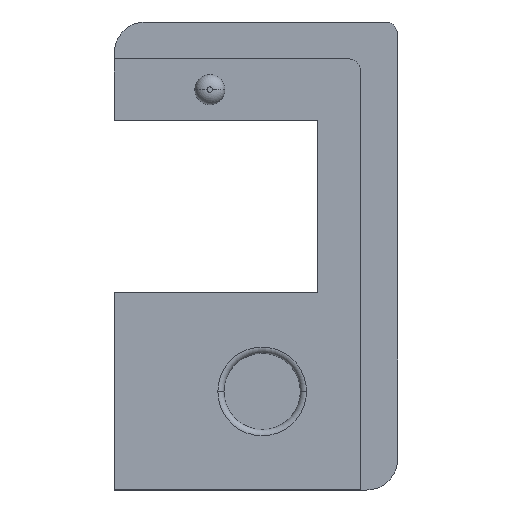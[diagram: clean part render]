
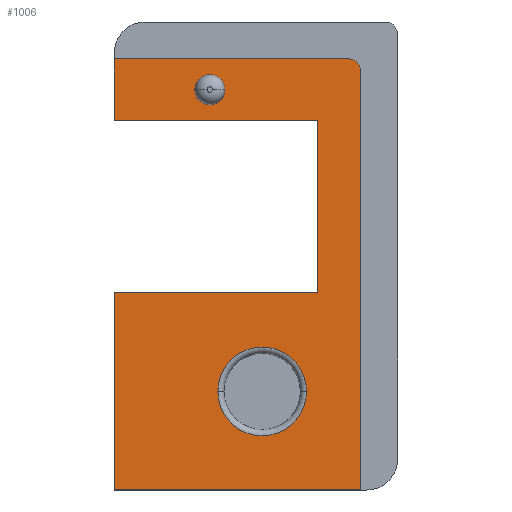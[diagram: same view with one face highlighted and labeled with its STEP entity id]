
A CAD part, top view. The second image highlights one B-rep face of the part: STEP entity #1006.
In plain terms, the highlighted planar face has unit normal (0, 0, 1).
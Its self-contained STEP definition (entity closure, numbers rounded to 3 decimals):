
#1 = VERTEX_POINT ( 'NONE', #488 ) ;
#5 = CARTESIAN_POINT ( 'NONE',  ( -14.899, 13.384, 11.4 ) ) ;
#18 = LINE ( 'NONE', #872, #292 ) ;
#29 = DIRECTION ( 'NONE',  ( -1., 0., 0. ) ) ;
#38 = EDGE_CURVE ( 'NONE', #1277, #1291, #155, .T. ) ;
#39 = CARTESIAN_POINT ( 'NONE',  ( -7.149, 10.884, 11.4 ) ) ;
#43 = AXIS2_PLACEMENT_3D ( 'NONE', #39, #1334, #1222 ) ;
#55 = ORIENTED_EDGE ( 'NONE', *, *, #469, .T. ) ;
#59 = CARTESIAN_POINT ( 'NONE',  ( -14.899, 8.384, 11.4 ) ) ;
#62 = VERTEX_POINT ( 'NONE', #1196 ) ;
#65 = VECTOR ( 'NONE', #1076, 1000. ) ;
#66 = DIRECTION ( 'NONE',  ( 0., -1., 0. ) ) ;
#70 = CARTESIAN_POINT ( 'NONE',  ( -14.899, -5.616, 11.4 ) ) ;
#74 = EDGE_LOOP ( 'NONE', ( #713, #135 ) ) ;
#81 = CARTESIAN_POINT ( 'NONE',  ( 5.101, -21.616, 11.4 ) ) ;
#85 = CIRCLE ( 'NONE', #574, 3.6 ) ;
#113 = PLANE ( 'NONE',  #494 ) ;
#135 = ORIENTED_EDGE ( 'NONE', *, *, #1141, .F. ) ;
#139 = DIRECTION ( 'NONE',  ( 1., 0., 0. ) ) ;
#141 = ORIENTED_EDGE ( 'NONE', *, *, #978, .F. ) ;
#143 = CARTESIAN_POINT ( 'NONE',  ( -14.899, 13.384, 11.4 ) ) ;
#149 = FACE_BOUND ( 'NONE', #205, .T. ) ;
#155 = CIRCLE ( 'NONE', #43, 1.222 ) ;
#176 = AXIS2_PLACEMENT_3D ( 'NONE', #1257, #193, #1272 ) ;
#193 = DIRECTION ( 'NONE',  ( 0., 0., -1. ) ) ;
#200 = DIRECTION ( 'NONE',  ( -1., 0., 0. ) ) ;
#202 = CARTESIAN_POINT ( 'NONE',  ( -14.899, 13.384, 11.4 ) ) ;
#204 = EDGE_CURVE ( 'NONE', #893, #582, #504, .T. ) ;
#205 = EDGE_LOOP ( 'NONE', ( #1124, #1269 ) ) ;
#242 = LINE ( 'NONE', #775, #968 ) ;
#246 = EDGE_CURVE ( 'NONE', #1225, #1367, #527, .T. ) ;
#265 = DIRECTION ( 'NONE',  ( 1., 0., 0. ) ) ;
#270 = VECTOR ( 'NONE', #911, 1000. ) ;
#278 = VERTEX_POINT ( 'NONE', #759 ) ;
#292 = VECTOR ( 'NONE', #878, 1000. ) ;
#325 = VERTEX_POINT ( 'NONE', #853 ) ;
#330 = VECTOR ( 'NONE', #200, 1000. ) ;
#332 = VECTOR ( 'NONE', #29, 1000. ) ;
#333 = ORIENTED_EDGE ( 'NONE', *, *, #1340, .T. ) ;
#372 = DIRECTION ( 'NONE',  ( 0., 0., 1. ) ) ;
#428 = EDGE_CURVE ( 'NONE', #1291, #1277, #826, .T. ) ;
#430 = CARTESIAN_POINT ( 'NONE',  ( 5.101, 12.384, 11.4 ) ) ;
#448 = CARTESIAN_POINT ( 'NONE',  ( -2.899, -13.616, 11.4 ) ) ;
#455 = EDGE_CURVE ( 'NONE', #62, #1, #1135, .T. ) ;
#469 = EDGE_CURVE ( 'NONE', #1367, #875, #18, .T. ) ;
#481 = DIRECTION ( 'NONE',  ( 1., 0., 0. ) ) ;
#488 = CARTESIAN_POINT ( 'NONE',  ( -6.499, -13.616, 11.4 ) ) ;
#494 = AXIS2_PLACEMENT_3D ( 'NONE', #1107, #1077, #139 ) ;
#504 = LINE ( 'NONE', #830, #1341 ) ;
#506 = CARTESIAN_POINT ( 'NONE',  ( -14.899, -21.616, 11.4 ) ) ;
#515 = ORIENTED_EDGE ( 'NONE', *, *, #924, .F. ) ;
#524 = AXIS2_PLACEMENT_3D ( 'NONE', #448, #372, #683 ) ;
#527 = LINE ( 'NONE', #843, #65 ) ;
#557 = EDGE_CURVE ( 'NONE', #325, #1045, #1253, .T. ) ;
#568 = FACE_OUTER_BOUND ( 'NONE', #938, .T. ) ;
#574 = AXIS2_PLACEMENT_3D ( 'NONE', #982, #1113, #481 ) ;
#576 = ORIENTED_EDGE ( 'NONE', *, *, #204, .T. ) ;
#582 = VERTEX_POINT ( 'NONE', #59 ) ;
#590 = CIRCLE ( 'NONE', #176, 1. ) ;
#623 = CARTESIAN_POINT ( 'NONE',  ( -8.371, 10.884, 11.4 ) ) ;
#644 = CARTESIAN_POINT ( 'NONE',  ( 1.601, -5.616, 11.4 ) ) ;
#682 = EDGE_CURVE ( 'NONE', #1239, #893, #1160, .T. ) ;
#683 = DIRECTION ( 'NONE',  ( 1., 0., 0. ) ) ;
#713 = ORIENTED_EDGE ( 'NONE', *, *, #455, .F. ) ;
#729 = CARTESIAN_POINT ( 'NONE',  ( -5.927, 10.884, 11.4 ) ) ;
#759 = CARTESIAN_POINT ( 'NONE',  ( 1.601, 8.384, 11.4 ) ) ;
#774 = CARTESIAN_POINT ( 'NONE',  ( -7.149, 10.884, 11.4 ) ) ;
#775 = CARTESIAN_POINT ( 'NONE',  ( 1.601, -5.616, 11.4 ) ) ;
#776 = CARTESIAN_POINT ( 'NONE',  ( -14.899, 8.384, 11.4 ) ) ;
#785 = FACE_BOUND ( 'NONE', #74, .T. ) ;
#826 = CIRCLE ( 'NONE', #1150, 1.222 ) ;
#830 = CARTESIAN_POINT ( 'NONE',  ( -14.899, 13.384, 11.4 ) ) ;
#840 = ORIENTED_EDGE ( 'NONE', *, *, #246, .T. ) ;
#843 = CARTESIAN_POINT ( 'NONE',  ( -14.899, -21.616, 11.4 ) ) ;
#853 = CARTESIAN_POINT ( 'NONE',  ( -14.899, -5.616, 11.4 ) ) ;
#872 = CARTESIAN_POINT ( 'NONE',  ( 5.101, 13.384, 11.4 ) ) ;
#875 = VERTEX_POINT ( 'NONE', #430 ) ;
#878 = DIRECTION ( 'NONE',  ( 0., 1., 0. ) ) ;
#893 = VERTEX_POINT ( 'NONE', #143 ) ;
#911 = DIRECTION ( 'NONE',  ( 1., 0., 0. ) ) ;
#924 = EDGE_CURVE ( 'NONE', #1045, #278, #242, .T. ) ;
#938 = EDGE_LOOP ( 'NONE', ( #1049, #333, #840, #55, #1219, #1065, #576, #141, #515 ) ) ;
#946 = CARTESIAN_POINT ( 'NONE',  ( 4.101, 13.384, 11.4 ) ) ;
#968 = VECTOR ( 'NONE', #1158, 1000. ) ;
#978 = EDGE_CURVE ( 'NONE', #278, #582, #991, .T. ) ;
#982 = CARTESIAN_POINT ( 'NONE',  ( -2.899, -13.616, 11.4 ) ) ;
#991 = LINE ( 'NONE', #776, #332 ) ;
#1006 = ADVANCED_FACE ( 'NONE', ( #149, #785, #568 ), #113, .F. ) ;
#1045 = VERTEX_POINT ( 'NONE', #644 ) ;
#1049 = ORIENTED_EDGE ( 'NONE', *, *, #557, .F. ) ;
#1065 = ORIENTED_EDGE ( 'NONE', *, *, #682, .T. ) ;
#1076 = DIRECTION ( 'NONE',  ( 1., 0., 0. ) ) ;
#1077 = DIRECTION ( 'NONE',  ( 0., 0., -1. ) ) ;
#1085 = DIRECTION ( 'NONE',  ( 0., 0., -1. ) ) ;
#1107 = CARTESIAN_POINT ( 'NONE',  ( 0., 0., 11.4 ) ) ;
#1113 = DIRECTION ( 'NONE',  ( 0., 0., 1. ) ) ;
#1124 = ORIENTED_EDGE ( 'NONE', *, *, #428, .T. ) ;
#1135 = CIRCLE ( 'NONE', #524, 3.6 ) ;
#1141 = EDGE_CURVE ( 'NONE', #1, #62, #85, .T. ) ;
#1143 = DIRECTION ( 'NONE',  ( 0., -1., 0. ) ) ;
#1150 = AXIS2_PLACEMENT_3D ( 'NONE', #774, #1085, #265 ) ;
#1158 = DIRECTION ( 'NONE',  ( 0., 1., 0. ) ) ;
#1160 = LINE ( 'NONE', #5, #330 ) ;
#1196 = CARTESIAN_POINT ( 'NONE',  ( 0.701, -13.616, 11.4 ) ) ;
#1219 = ORIENTED_EDGE ( 'NONE', *, *, #1349, .F. ) ;
#1222 = DIRECTION ( 'NONE',  ( 1., 0., 0. ) ) ;
#1225 = VERTEX_POINT ( 'NONE', #506 ) ;
#1239 = VERTEX_POINT ( 'NONE', #946 ) ;
#1245 = VECTOR ( 'NONE', #1143, 1000. ) ;
#1253 = LINE ( 'NONE', #70, #270 ) ;
#1257 = CARTESIAN_POINT ( 'NONE',  ( 4.101, 12.384, 11.4 ) ) ;
#1269 = ORIENTED_EDGE ( 'NONE', *, *, #38, .T. ) ;
#1272 = DIRECTION ( 'NONE',  ( 1., 0., 0. ) ) ;
#1277 = VERTEX_POINT ( 'NONE', #623 ) ;
#1291 = VERTEX_POINT ( 'NONE', #729 ) ;
#1334 = DIRECTION ( 'NONE',  ( 0., 0., -1. ) ) ;
#1340 = EDGE_CURVE ( 'NONE', #325, #1225, #1357, .T. ) ;
#1341 = VECTOR ( 'NONE', #66, 1000. ) ;
#1349 = EDGE_CURVE ( 'NONE', #1239, #875, #590, .T. ) ;
#1357 = LINE ( 'NONE', #202, #1245 ) ;
#1367 = VERTEX_POINT ( 'NONE', #81 ) ;
